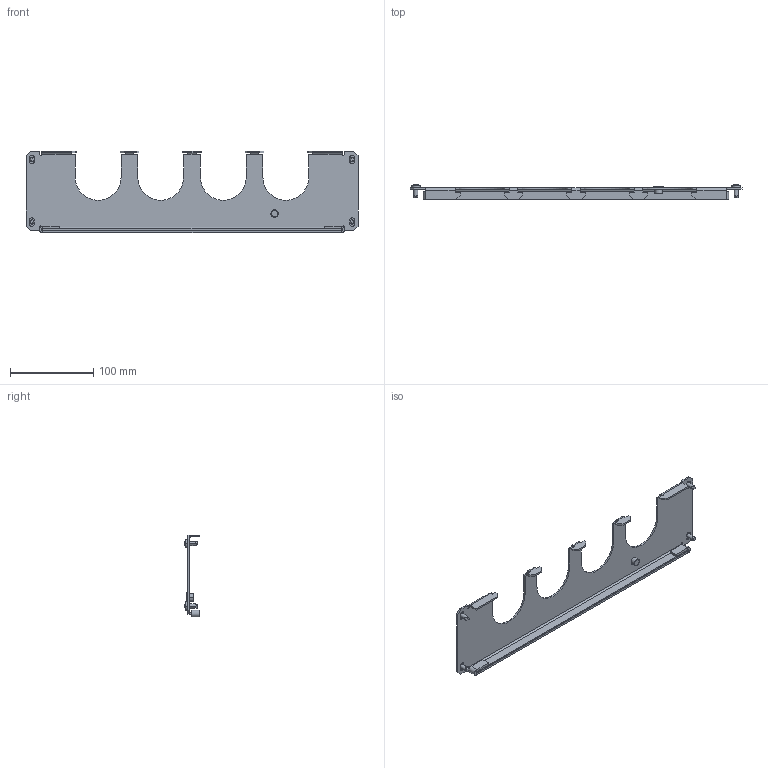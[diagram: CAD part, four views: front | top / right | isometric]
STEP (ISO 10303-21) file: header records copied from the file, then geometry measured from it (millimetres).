
FILE_DESCRIPTION (( 'STEP AP203' ), '1' );
FILE_NAME ('UR18000100504 Ïàíåëü êàáåëüíîãî ââîäà ñðåäíÿÿ 100ìì RS52 00.50 (000.801.505-02).STEP', '2022-04-15T11:36:31', ( '' ), ( '' ), 'SwSTEP 2.0', 'SolidWorks 2017', '' );
FILE_SCHEMA (( 'CONFIG_CONTROL_DESIGN' ));
Length unit declared in the file: millimetre
Products named in the file (6): 003-488 Ïàíåëü êàáåëüíîãî ââîäà RS52_02 (00.50); 000.130.447 Ïàíåëü êàáåëüíîãî ââîäà RS52_02 (00.50); Âèíò DIN 7500 C TORX_Œ5å12; ч蜱齁罻 ST-9; Óïëîòíèòåëü 3õ10 ïàíåëåé îñíîâàíèÿ LC3 00.80_02 (00.50); UR18000100504 Ïàíåëü êàáåëüíîãî ââîäà ñðåäíÿÿ 100ìì RS52 00.50 (000.801.505-02)
Assembly tree (8 placements, depth 3):
  UR18000100504 Ïàíåëü êàáåëüíîãî ââîäà ñðåäíÿÿ 100ìì RS52 00.50 (000.801.505-02)
    000.130.447 Ïàíåëü êàáåëüíîãî ââîäà RS52_02 (00.50)
      003-488 Ïàíåëü êàáåëüíîãî ââîäà RS52_02 (00.50)
      Óïëîòíèòåëü 3õ10 ïàíåëåé îñíîâàíèÿ LC3 00.80_02 (00.50)
      ч蜱齁罻 ST-9
    Âèíò DIN 7500 C TORX_Œ5å12  x4
Bounding box: 398 x 17.69 x 98 mm (x, y, z)
Volume: 75951.1 mm3; surface area: 78314.9 mm2
Topology: 7 solids, 7 shells, 342 faces, 916 edges, 594 vertices
Faces by surface type: plane 192, cylinder 116, cone 18, torus 8, sphere 8
Entity records: 7570 total; most frequent: CARTESIAN_POINT 1305, DIRECTION 1185, ORIENTED_EDGE 1160, EDGE_CURVE 580, AXIS2_PLACEMENT_3D 398, VECTOR 389, LINE 389, VERTEX_POINT 372
